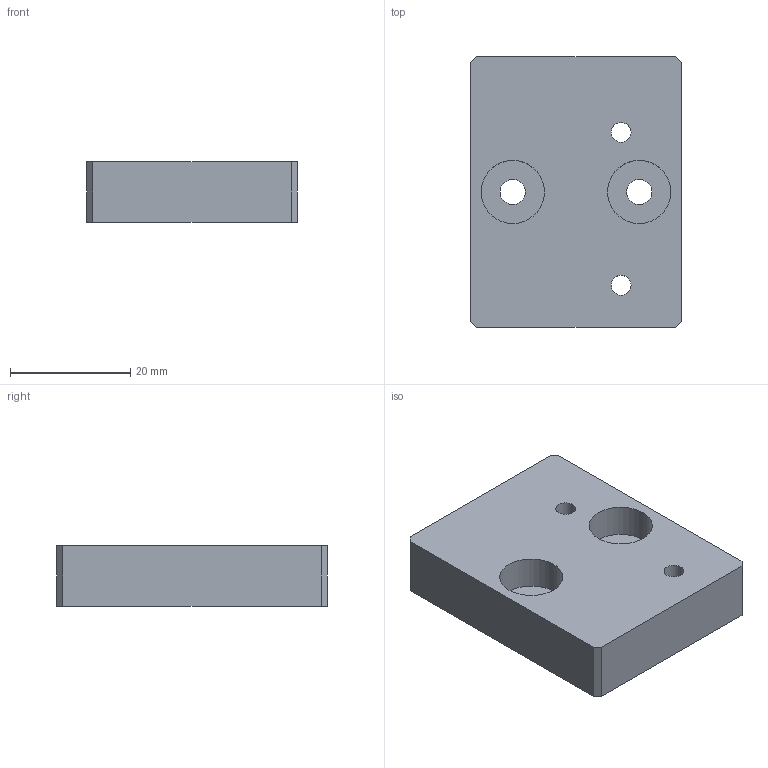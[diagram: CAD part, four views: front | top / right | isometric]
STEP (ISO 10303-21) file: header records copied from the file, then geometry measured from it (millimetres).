
FILE_DESCRIPTION(('FreeCAD Model'),'2;1');
FILE_NAME('SupportFinCourseY.step','2020-03-14T16:01:00',('Author'),(''), 'Open CASCADE STEP processor 7.3','FreeCAD','Unknown');
FILE_SCHEMA(('AUTOMOTIVE_DESIGN { 1 0 10303 214 1 1 1 1 }'));
Length unit declared in the file: millimetre
Products named in the file (1): SupportFinCourseY
Bounding box: 35 x 45 x 10 mm (x, y, z)
Volume: 14481.8 mm3; surface area: 5321.9 mm2
Topology: 1 solids, 1 shells, 18 faces, 42 edges, 28 vertices
Faces by surface type: plane 12, cylinder 6
Full cylindrical faces by diameter (mm): 3.3 x2, 4.2 x2, 10.5 x2
Entity records: 1113 total; most frequent: CARTESIAN_POINT 197, DIRECTION 172, LINE 102, VECTOR 102, ORIENTED_EDGE 84, PCURVE 84, DEFINITIONAL_REPRESENTATION 84, EDGE_CURVE 42
